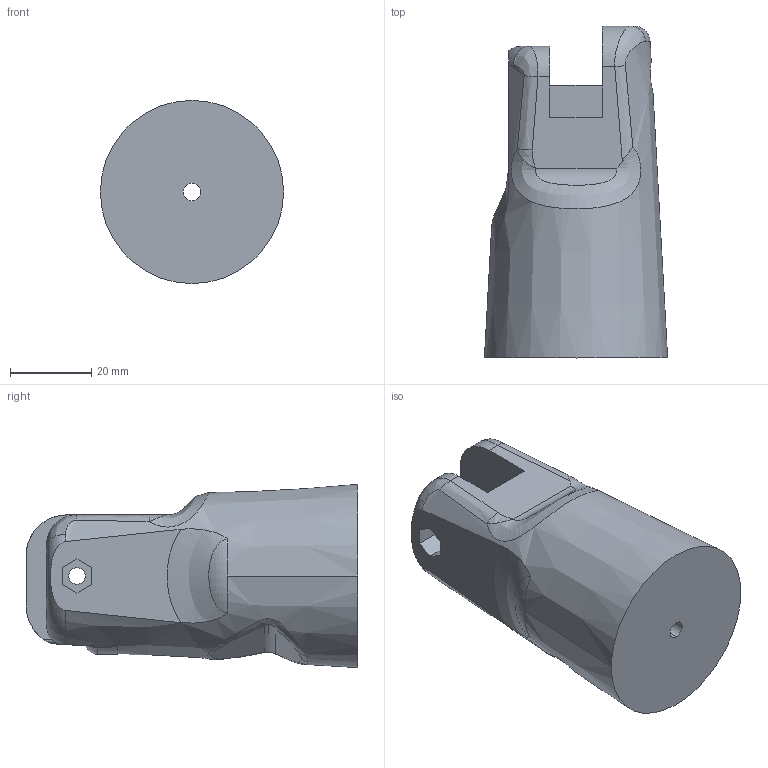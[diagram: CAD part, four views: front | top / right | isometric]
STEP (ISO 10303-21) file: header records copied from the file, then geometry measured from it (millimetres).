
FILE_DESCRIPTION (( 'STEP AP203' ), '1' );
FILE_NAME ('1_3_LegUpper_Left_A.STEP', '2014-08-31T10:05:20', ( '' ), ( '' ), 'SwSTEP 2.0', 'SolidWorks 2013', '' );
FILE_SCHEMA (( 'CONFIG_CONTROL_DESIGN' ));
Length unit declared in the file: millimetre
Products named in the file (1): 1_3_LegUpper_Left_A
Bounding box: 45 x 81.5 x 45 mm (x, y, z)
Volume: 86174.8 mm3; surface area: 14981.2 mm2
Topology: 1 solids, 1 shells, 67 faces, 173 edges, 110 vertices
Faces by surface type: plane 27, bspline 17, cylinder 16, torus 5, cone 2
Entity records: 3571 total; most frequent: CARTESIAN_POINT 1992, ORIENTED_EDGE 344, DIRECTION 266, EDGE_CURVE 172, VERTEX_POINT 110, AXIS2_PLACEMENT_3D 98, EDGE_LOOP 76, LINE 70
